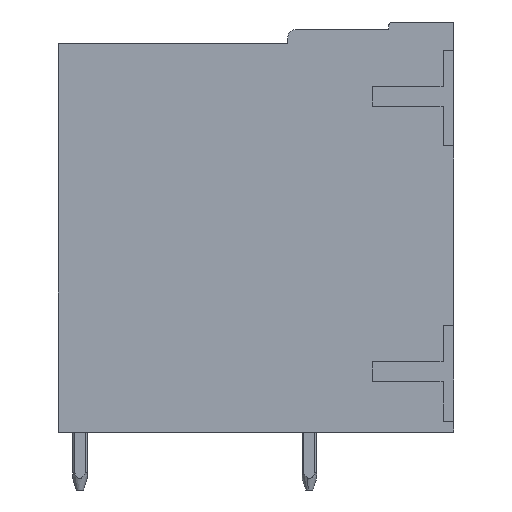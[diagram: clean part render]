
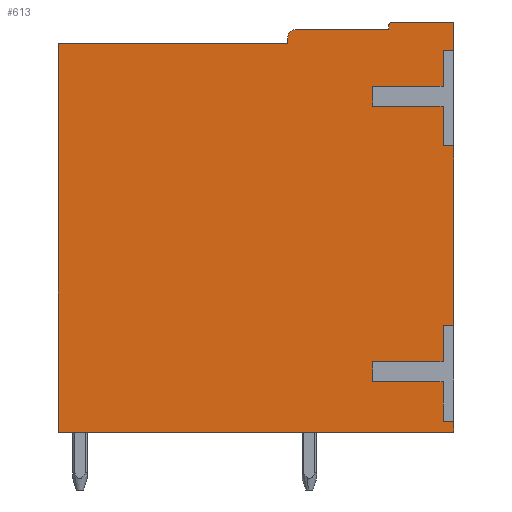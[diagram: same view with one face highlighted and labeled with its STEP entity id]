
A CAD part, left-side view. The second image highlights one B-rep face of the part: STEP entity #613.
In plain terms, the highlighted planar face has unit normal (-1, 0, 0).
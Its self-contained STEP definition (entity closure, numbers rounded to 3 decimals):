
#503=AXIS2_PLACEMENT_3D('Plane Axis2P3D',#500,#501,#502) ;
#526=AXIS2_PLACEMENT_3D('Circle Axis2P3D',#524,#525,$) ;
#547=AXIS2_PLACEMENT_3D('Circle Axis2P3D',#545,#546,$) ;
#36=CARTESIAN_POINT('Line Origine',(0.3,0.3,9.1)) ;
#40=CARTESIAN_POINT('Vertex',(0.3,0.,9.1)) ;
#42=CARTESIAN_POINT('Vertex',(0.3,0.6,9.1)) ;
#76=CARTESIAN_POINT('Line Origine',(0.3,0.6,8.1)) ;
#80=CARTESIAN_POINT('Vertex',(0.3,0.6,7.1)) ;
#163=CARTESIAN_POINT('Line Origine',(0.3,2.55,7.1)) ;
#167=CARTESIAN_POINT('Vertex',(0.3,4.5,7.1)) ;
#187=CARTESIAN_POINT('Line Origine',(0.3,4.5,6.55)) ;
#191=CARTESIAN_POINT('Vertex',(0.3,4.5,6.)) ;
#211=CARTESIAN_POINT('Line Origine',(0.3,2.55,6.)) ;
#215=CARTESIAN_POINT('Vertex',(0.3,0.6,6.)) ;
#230=CARTESIAN_POINT('Line Origine',(0.3,0.6,4.9)) ;
#234=CARTESIAN_POINT('Vertex',(0.3,0.6,3.8)) ;
#254=CARTESIAN_POINT('Line Origine',(0.3,0.3,3.8)) ;
#258=CARTESIAN_POINT('Vertex',(0.3,0.,3.8)) ;
#278=CARTESIAN_POINT('Line Origine',(0.3,0.3,24.34)) ;
#282=CARTESIAN_POINT('Vertex',(0.3,0.,24.34)) ;
#284=CARTESIAN_POINT('Vertex',(0.3,0.6,24.34)) ;
#376=CARTESIAN_POINT('Line Origine',(0.3,0.3,19.04)) ;
#380=CARTESIAN_POINT('Vertex',(0.3,0.6,19.04)) ;
#382=CARTESIAN_POINT('Vertex',(0.3,0.,19.04)) ;
#402=CARTESIAN_POINT('Line Origine',(0.3,0.6,23.34)) ;
#406=CARTESIAN_POINT('Vertex',(0.3,0.6,22.34)) ;
#426=CARTESIAN_POINT('Line Origine',(0.3,2.55,22.34)) ;
#430=CARTESIAN_POINT('Vertex',(0.3,4.5,22.34)) ;
#445=CARTESIAN_POINT('Line Origine',(0.3,4.5,21.79)) ;
#449=CARTESIAN_POINT('Vertex',(0.3,4.5,21.24)) ;
#469=CARTESIAN_POINT('Line Origine',(0.3,2.55,21.24)) ;
#473=CARTESIAN_POINT('Vertex',(0.3,0.6,21.24)) ;
#488=CARTESIAN_POINT('Line Origine',(0.3,0.6,20.14)) ;
#500=CARTESIAN_POINT('Axis2P3D Location',(0.3,0.,0.)) ;
#505=CARTESIAN_POINT('Line Origine',(0.3,0.,14.07)) ;
#510=CARTESIAN_POINT('Line Origine',(0.3,0.,25.12)) ;
#514=CARTESIAN_POINT('Vertex',(0.3,0.,25.9)) ;
#517=CARTESIAN_POINT('Line Origine',(0.3,1.7,25.9)) ;
#521=CARTESIAN_POINT('Vertex',(0.3,3.4,25.9)) ;
#524=CARTESIAN_POINT('Axis2P3D Location',(0.3,3.4,25.7)) ;
#528=CARTESIAN_POINT('Vertex',(0.3,3.6,25.7)) ;
#531=CARTESIAN_POINT('Line Origine',(0.3,3.6,25.6)) ;
#535=CARTESIAN_POINT('Vertex',(0.3,3.6,25.5)) ;
#538=CARTESIAN_POINT('Line Origine',(0.3,6.15,25.5)) ;
#542=CARTESIAN_POINT('Vertex',(0.3,8.7,25.5)) ;
#545=CARTESIAN_POINT('Axis2P3D Location',(0.3,8.7,25.)) ;
#549=CARTESIAN_POINT('Vertex',(0.3,9.2,25.)) ;
#552=CARTESIAN_POINT('Line Origine',(0.3,9.2,24.85)) ;
#556=CARTESIAN_POINT('Vertex',(0.3,9.2,24.7)) ;
#559=CARTESIAN_POINT('Line Origine',(0.3,15.55,24.7)) ;
#563=CARTESIAN_POINT('Vertex',(0.3,21.9,24.7)) ;
#566=CARTESIAN_POINT('Line Origine',(0.3,21.9,13.95)) ;
#570=CARTESIAN_POINT('Vertex',(0.3,21.9,3.2)) ;
#573=CARTESIAN_POINT('Line Origine',(0.3,10.95,3.2)) ;
#577=CARTESIAN_POINT('Vertex',(0.3,0.,3.2)) ;
#580=CARTESIAN_POINT('Line Origine',(0.3,0.,3.5)) ;
#37=DIRECTION('Vector Direction',(0.,-1.,0.)) ;
#77=DIRECTION('Vector Direction',(0.,0.,1.)) ;
#164=DIRECTION('Vector Direction',(0.,-1.,0.)) ;
#188=DIRECTION('Vector Direction',(0.,0.,1.)) ;
#212=DIRECTION('Vector Direction',(0.,1.,0.)) ;
#231=DIRECTION('Vector Direction',(0.,0.,1.)) ;
#255=DIRECTION('Vector Direction',(0.,1.,0.)) ;
#279=DIRECTION('Vector Direction',(0.,-1.,0.)) ;
#377=DIRECTION('Vector Direction',(0.,1.,0.)) ;
#403=DIRECTION('Vector Direction',(0.,0.,-1.)) ;
#427=DIRECTION('Vector Direction',(0.,1.,0.)) ;
#446=DIRECTION('Vector Direction',(0.,0.,-1.)) ;
#470=DIRECTION('Vector Direction',(0.,-1.,0.)) ;
#489=DIRECTION('Vector Direction',(0.,0.,-1.)) ;
#501=DIRECTION('Axis2P3D Direction',(-1.,0.,0.)) ;
#502=DIRECTION('Axis2P3D XDirection',(0.,-1.,0.)) ;
#506=DIRECTION('Vector Direction',(0.,0.,-1.)) ;
#511=DIRECTION('Vector Direction',(0.,0.,-1.)) ;
#518=DIRECTION('Vector Direction',(0.,-1.,0.)) ;
#525=DIRECTION('Axis2P3D Direction',(-1.,0.,0.)) ;
#532=DIRECTION('Vector Direction',(0.,0.,1.)) ;
#539=DIRECTION('Vector Direction',(0.,-1.,0.)) ;
#546=DIRECTION('Axis2P3D Direction',(-1.,0.,0.)) ;
#553=DIRECTION('Vector Direction',(0.,0.,1.)) ;
#560=DIRECTION('Vector Direction',(0.,-1.,0.)) ;
#567=DIRECTION('Vector Direction',(0.,0.,1.)) ;
#574=DIRECTION('Vector Direction',(0.,1.,0.)) ;
#581=DIRECTION('Vector Direction',(0.,0.,-1.)) ;
#38=VECTOR('Line Direction',#37,1.) ;
#78=VECTOR('Line Direction',#77,1.) ;
#165=VECTOR('Line Direction',#164,1.) ;
#189=VECTOR('Line Direction',#188,1.) ;
#213=VECTOR('Line Direction',#212,1.) ;
#232=VECTOR('Line Direction',#231,1.) ;
#256=VECTOR('Line Direction',#255,1.) ;
#280=VECTOR('Line Direction',#279,1.) ;
#378=VECTOR('Line Direction',#377,1.) ;
#404=VECTOR('Line Direction',#403,1.) ;
#428=VECTOR('Line Direction',#427,1.) ;
#447=VECTOR('Line Direction',#446,1.) ;
#471=VECTOR('Line Direction',#470,1.) ;
#490=VECTOR('Line Direction',#489,1.) ;
#507=VECTOR('Line Direction',#506,1.) ;
#512=VECTOR('Line Direction',#511,1.) ;
#519=VECTOR('Line Direction',#518,1.) ;
#533=VECTOR('Line Direction',#532,1.) ;
#540=VECTOR('Line Direction',#539,1.) ;
#554=VECTOR('Line Direction',#553,1.) ;
#561=VECTOR('Line Direction',#560,1.) ;
#568=VECTOR('Line Direction',#567,1.) ;
#575=VECTOR('Line Direction',#574,1.) ;
#582=VECTOR('Line Direction',#581,1.) ;
#586=ORIENTED_EDGE('',*,*,#509,.T.) ;
#587=ORIENTED_EDGE('',*,*,#384,.F.) ;
#588=ORIENTED_EDGE('',*,*,#492,.F.) ;
#589=ORIENTED_EDGE('',*,*,#475,.F.) ;
#590=ORIENTED_EDGE('',*,*,#451,.F.) ;
#591=ORIENTED_EDGE('',*,*,#432,.F.) ;
#592=ORIENTED_EDGE('',*,*,#408,.F.) ;
#593=ORIENTED_EDGE('',*,*,#286,.F.) ;
#594=ORIENTED_EDGE('',*,*,#516,.T.) ;
#595=ORIENTED_EDGE('',*,*,#523,.T.) ;
#596=ORIENTED_EDGE('',*,*,#530,.T.) ;
#597=ORIENTED_EDGE('',*,*,#537,.T.) ;
#598=ORIENTED_EDGE('',*,*,#544,.T.) ;
#599=ORIENTED_EDGE('',*,*,#551,.T.) ;
#600=ORIENTED_EDGE('',*,*,#558,.T.) ;
#601=ORIENTED_EDGE('',*,*,#565,.T.) ;
#602=ORIENTED_EDGE('',*,*,#572,.T.) ;
#603=ORIENTED_EDGE('',*,*,#579,.T.) ;
#604=ORIENTED_EDGE('',*,*,#584,.T.) ;
#605=ORIENTED_EDGE('',*,*,#260,.F.) ;
#606=ORIENTED_EDGE('',*,*,#236,.F.) ;
#607=ORIENTED_EDGE('',*,*,#217,.F.) ;
#608=ORIENTED_EDGE('',*,*,#193,.F.) ;
#609=ORIENTED_EDGE('',*,*,#169,.F.) ;
#610=ORIENTED_EDGE('',*,*,#82,.F.) ;
#611=ORIENTED_EDGE('',*,*,#44,.F.) ;
#613=ADVANCED_FACE('HOUSING',(#612),#504,.T.) ;
#527=CIRCLE('generated circle',#526,0.2) ;
#548=CIRCLE('generated circle',#547,0.5) ;
#44=EDGE_CURVE('',#41,#43,#39,.F.) ;
#82=EDGE_CURVE('',#43,#81,#79,.F.) ;
#169=EDGE_CURVE('',#81,#168,#166,.F.) ;
#193=EDGE_CURVE('',#168,#192,#190,.F.) ;
#217=EDGE_CURVE('',#192,#216,#214,.F.) ;
#236=EDGE_CURVE('',#216,#235,#233,.F.) ;
#260=EDGE_CURVE('',#235,#259,#257,.F.) ;
#286=EDGE_CURVE('',#283,#285,#281,.F.) ;
#384=EDGE_CURVE('',#381,#383,#379,.F.) ;
#408=EDGE_CURVE('',#285,#407,#405,.T.) ;
#432=EDGE_CURVE('',#407,#431,#429,.T.) ;
#451=EDGE_CURVE('',#431,#450,#448,.T.) ;
#475=EDGE_CURVE('',#450,#474,#472,.T.) ;
#492=EDGE_CURVE('',#474,#381,#491,.T.) ;
#509=EDGE_CURVE('',#41,#383,#508,.F.) ;
#516=EDGE_CURVE('',#283,#515,#513,.F.) ;
#523=EDGE_CURVE('',#515,#522,#520,.F.) ;
#530=EDGE_CURVE('',#522,#529,#527,.T.) ;
#537=EDGE_CURVE('',#529,#536,#534,.F.) ;
#544=EDGE_CURVE('',#536,#543,#541,.F.) ;
#551=EDGE_CURVE('',#543,#550,#548,.T.) ;
#558=EDGE_CURVE('',#550,#557,#555,.F.) ;
#565=EDGE_CURVE('',#557,#564,#562,.F.) ;
#572=EDGE_CURVE('',#564,#571,#569,.F.) ;
#579=EDGE_CURVE('',#571,#578,#576,.F.) ;
#584=EDGE_CURVE('',#578,#259,#583,.F.) ;
#585=EDGE_LOOP('',(#586,#587,#588,#589,#590,#591,#592,#593,#594,#595,#596,#597,#598,#599,#600,#601,#602,#603,#604,#605,#606,#607,#608,#609,#610,#611)) ;
#612=FACE_OUTER_BOUND('',#585,.T.) ;
#39=LINE('Line',#36,#38) ;
#79=LINE('Line',#76,#78) ;
#166=LINE('Line',#163,#165) ;
#190=LINE('Line',#187,#189) ;
#214=LINE('Line',#211,#213) ;
#233=LINE('Line',#230,#232) ;
#257=LINE('Line',#254,#256) ;
#281=LINE('Line',#278,#280) ;
#379=LINE('Line',#376,#378) ;
#405=LINE('Line',#402,#404) ;
#429=LINE('Line',#426,#428) ;
#448=LINE('Line',#445,#447) ;
#472=LINE('Line',#469,#471) ;
#491=LINE('Line',#488,#490) ;
#508=LINE('Line',#505,#507) ;
#513=LINE('Line',#510,#512) ;
#520=LINE('Line',#517,#519) ;
#534=LINE('Line',#531,#533) ;
#541=LINE('Line',#538,#540) ;
#555=LINE('Line',#552,#554) ;
#562=LINE('Line',#559,#561) ;
#569=LINE('Line',#566,#568) ;
#576=LINE('Line',#573,#575) ;
#583=LINE('Line',#580,#582) ;
#504=PLANE('',#503) ;
#41=VERTEX_POINT('',#40) ;
#43=VERTEX_POINT('',#42) ;
#81=VERTEX_POINT('',#80) ;
#168=VERTEX_POINT('',#167) ;
#192=VERTEX_POINT('',#191) ;
#216=VERTEX_POINT('',#215) ;
#235=VERTEX_POINT('',#234) ;
#259=VERTEX_POINT('',#258) ;
#283=VERTEX_POINT('',#282) ;
#285=VERTEX_POINT('',#284) ;
#381=VERTEX_POINT('',#380) ;
#383=VERTEX_POINT('',#382) ;
#407=VERTEX_POINT('',#406) ;
#431=VERTEX_POINT('',#430) ;
#450=VERTEX_POINT('',#449) ;
#474=VERTEX_POINT('',#473) ;
#515=VERTEX_POINT('',#514) ;
#522=VERTEX_POINT('',#521) ;
#529=VERTEX_POINT('',#528) ;
#536=VERTEX_POINT('',#535) ;
#543=VERTEX_POINT('',#542) ;
#550=VERTEX_POINT('',#549) ;
#557=VERTEX_POINT('',#556) ;
#564=VERTEX_POINT('',#563) ;
#571=VERTEX_POINT('',#570) ;
#578=VERTEX_POINT('',#577) ;
